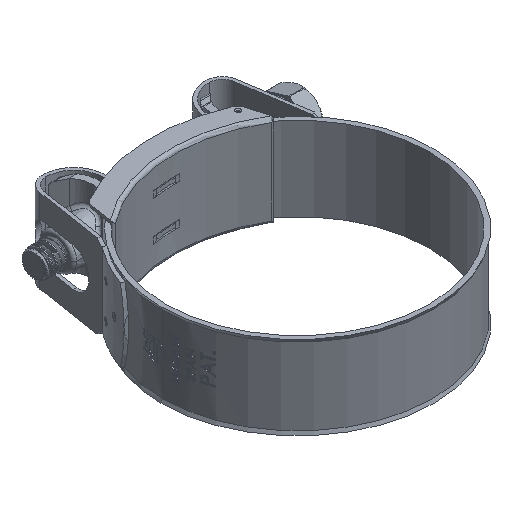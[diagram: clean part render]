
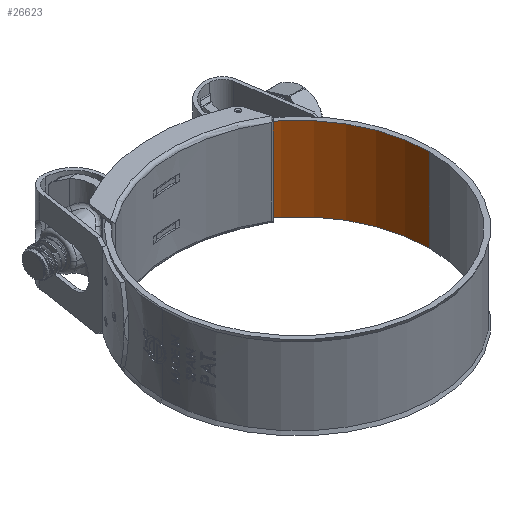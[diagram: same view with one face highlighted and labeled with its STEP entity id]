
A CAD part, isometric view. The second image highlights one B-rep face of the part: STEP entity #26623.
In plain terms, the highlighted cylindrical face has radius 39.5 mm (diameter 79 mm), a partial arc.
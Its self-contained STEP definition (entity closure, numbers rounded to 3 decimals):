
#4770 = DIRECTION ( 'NONE',  ( 0., 0., 1. ) ) ;
#4787 = LINE ( 'NONE', #40041, #14315 ) ;
#5784 = VERTEX_POINT ( 'NONE', #23127 ) ;
#8743 = VERTEX_POINT ( 'NONE', #59439 ) ;
#8918 = ORIENTED_EDGE ( 'NONE', *, *, #26886, .F. ) ;
#9314 = DIRECTION ( 'NONE',  ( 1., 0., 0. ) ) ;
#10712 = DIRECTION ( 'NONE',  ( 1., 0., 0. ) ) ;
#12674 = CARTESIAN_POINT ( 'NONE',  ( 19.75, 34.208, -25. ) ) ;
#13526 = DIRECTION ( 'NONE',  ( 0., 0., -1. ) ) ;
#13765 = EDGE_CURVE ( 'NONE', #8743, #5784, #4787, .T. ) ;
#14315 = VECTOR ( 'NONE', #4770, 1000. ) ;
#14782 = FACE_OUTER_BOUND ( 'NONE', #27451, .T. ) ;
#15699 = VERTEX_POINT ( 'NONE', #12674 ) ;
#17993 = CYLINDRICAL_SURFACE ( 'NONE', #44714, 39.5 ) ;
#21968 = CIRCLE ( 'NONE', #26161, 39.5 ) ;
#23127 = CARTESIAN_POINT ( 'NONE',  ( 39.5, 0., 0. ) ) ;
#24362 = VERTEX_POINT ( 'NONE', #31143 ) ;
#24734 = EDGE_CURVE ( 'NONE', #15699, #24362, #49284, .T. ) ;
#26161 = AXIS2_PLACEMENT_3D ( 'NONE', #44510, #13526, #9314 ) ;
#26623 = ADVANCED_FACE ( 'NONE', ( #14782 ), #17993, .F. ) ;
#26886 = EDGE_CURVE ( 'NONE', #24362, #5784, #60027, .T. ) ;
#27451 = EDGE_LOOP ( 'NONE', ( #28267, #56325, #8918, #35552 ) ) ;
#28267 = ORIENTED_EDGE ( 'NONE', *, *, #30165, .T. ) ;
#30165 = EDGE_CURVE ( 'NONE', #15699, #8743, #21968, .T. ) ;
#30963 = DIRECTION ( 'NONE',  ( 1., 0., 0. ) ) ;
#31143 = CARTESIAN_POINT ( 'NONE',  ( 19.75, 34.208, 0. ) ) ;
#34603 = AXIS2_PLACEMENT_3D ( 'NONE', #41060, #50774, #10712 ) ;
#35552 = ORIENTED_EDGE ( 'NONE', *, *, #24734, .F. ) ;
#40041 = CARTESIAN_POINT ( 'NONE',  ( 39.5, 0., -25. ) ) ;
#41060 = CARTESIAN_POINT ( 'NONE',  ( 0., 0., 0. ) ) ;
#44510 = CARTESIAN_POINT ( 'NONE',  ( 0., 0., -25. ) ) ;
#44714 = AXIS2_PLACEMENT_3D ( 'NONE', #45987, #61287, #30963 ) ;
#45865 = DIRECTION ( 'NONE',  ( 0., 0., 1. ) ) ;
#45987 = CARTESIAN_POINT ( 'NONE',  ( 0., 0., -25. ) ) ;
#46472 = CARTESIAN_POINT ( 'NONE',  ( 19.75, 34.208, -25. ) ) ;
#49284 = LINE ( 'NONE', #46472, #63567 ) ;
#50774 = DIRECTION ( 'NONE',  ( 0., 0., -1. ) ) ;
#56325 = ORIENTED_EDGE ( 'NONE', *, *, #13765, .T. ) ;
#59439 = CARTESIAN_POINT ( 'NONE',  ( 39.5, 0., -25. ) ) ;
#60027 = CIRCLE ( 'NONE', #34603, 39.5 ) ;
#61287 = DIRECTION ( 'NONE',  ( 0., 0., 1. ) ) ;
#63567 = VECTOR ( 'NONE', #45865, 1000. ) ;
